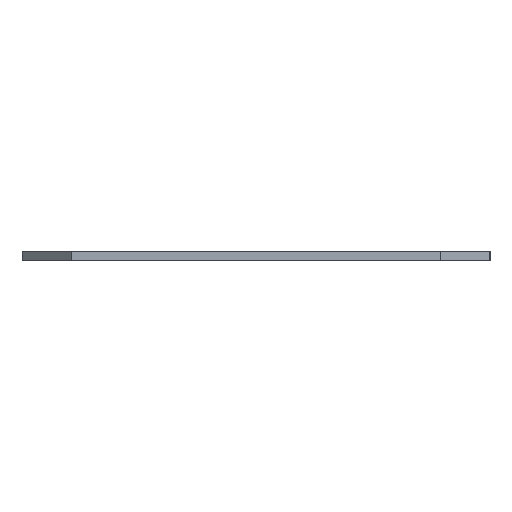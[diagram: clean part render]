
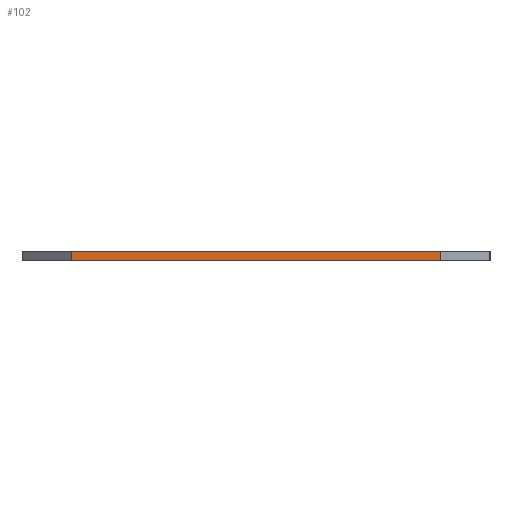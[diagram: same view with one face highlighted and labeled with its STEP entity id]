
A CAD part, front view. The second image highlights one B-rep face of the part: STEP entity #102.
In plain terms, the highlighted planar face has unit normal (0, -1, 0).
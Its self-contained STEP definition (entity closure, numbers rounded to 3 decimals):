
#102 = ADVANCED_FACE ( 'NONE', ( #1631 ), #1967, .F. ) ;
#212 = CARTESIAN_POINT ( 'NONE',  ( -56., -75., 3. ) ) ;
#229 = VECTOR ( 'NONE', #658, 1000. ) ;
#235 = DIRECTION ( 'NONE',  ( 1., 0., 0. ) ) ;
#251 = CARTESIAN_POINT ( 'NONE',  ( -56., -75., 3. ) ) ;
#306 = VECTOR ( 'NONE', #736, 1000. ) ;
#384 = EDGE_LOOP ( 'NONE', ( #1832, #2015, #1154, #586 ) ) ;
#386 = CARTESIAN_POINT ( 'NONE',  ( 56., -75., 0. ) ) ;
#586 = ORIENTED_EDGE ( 'NONE', *, *, #1843, .T. ) ;
#658 = DIRECTION ( 'NONE',  ( 0., 0., -1. ) ) ;
#674 = VECTOR ( 'NONE', #235, 1000. ) ;
#736 = DIRECTION ( 'NONE',  ( 1., 0., 0. ) ) ;
#847 = DIRECTION ( 'NONE',  ( 0., 0., 1. ) ) ;
#969 = VECTOR ( 'NONE', #1703, 1000. ) ;
#981 = VERTEX_POINT ( 'NONE', #1231 ) ;
#1037 = LINE ( 'NONE', #251, #969 ) ;
#1101 = LINE ( 'NONE', #1576, #229 ) ;
#1143 = VERTEX_POINT ( 'NONE', #1151 ) ;
#1151 = CARTESIAN_POINT ( 'NONE',  ( -56., -75., 0. ) ) ;
#1154 = ORIENTED_EDGE ( 'NONE', *, *, #1763, .F. ) ;
#1231 = CARTESIAN_POINT ( 'NONE',  ( -56., -75., 3. ) ) ;
#1362 = VERTEX_POINT ( 'NONE', #386 ) ;
#1475 = CARTESIAN_POINT ( 'NONE',  ( -56., -75., 0. ) ) ;
#1549 = LINE ( 'NONE', #1829, #306 ) ;
#1576 = CARTESIAN_POINT ( 'NONE',  ( 56., -75., 3. ) ) ;
#1631 = FACE_OUTER_BOUND ( 'NONE', #384, .T. ) ;
#1649 = CARTESIAN_POINT ( 'NONE',  ( 56., -75., 3. ) ) ;
#1652 = LINE ( 'NONE', #1475, #674 ) ;
#1694 = EDGE_CURVE ( 'NONE', #1143, #1362, #1652, .T. ) ;
#1703 = DIRECTION ( 'NONE',  ( 0., 0., -1. ) ) ;
#1763 = EDGE_CURVE ( 'NONE', #981, #2001, #1549, .T. ) ;
#1796 = DIRECTION ( 'NONE',  ( 0., 1., 0. ) ) ;
#1829 = CARTESIAN_POINT ( 'NONE',  ( -56., -75., 3. ) ) ;
#1832 = ORIENTED_EDGE ( 'NONE', *, *, #1694, .T. ) ;
#1843 = EDGE_CURVE ( 'NONE', #981, #1143, #1037, .T. ) ;
#1871 = EDGE_CURVE ( 'NONE', #2001, #1362, #1101, .T. ) ;
#1967 = PLANE ( 'NONE',  #1976 ) ;
#1976 = AXIS2_PLACEMENT_3D ( 'NONE', #212, #1796, #847 ) ;
#2001 = VERTEX_POINT ( 'NONE', #1649 ) ;
#2015 = ORIENTED_EDGE ( 'NONE', *, *, #1871, .F. ) ;
